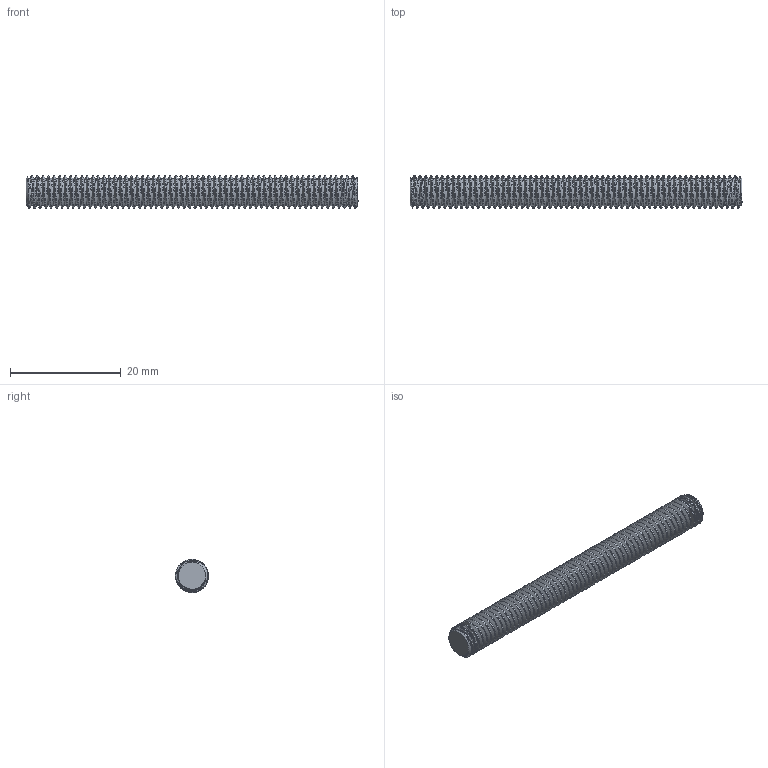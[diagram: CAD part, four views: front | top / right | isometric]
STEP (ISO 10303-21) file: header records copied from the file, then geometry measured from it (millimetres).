
FILE_DESCRIPTION (( 'STEP AP203' ), '1' );
FILE_NAME ('Esparrago M6x60_Default_sldprt.STEP', '2023-10-22T20:01:04', ( '' ), ( '' ), 'SwSTEP 2.0', 'SolidWorks 2022', '' );
FILE_SCHEMA (( 'CONFIG_CONTROL_DESIGN' ));
Length unit declared in the file: millimetre
Products named in the file (1): Esparrago M6x60_Default_sldprt
Bounding box: 60 x 5.99 x 6 mm (x, y, z)
Volume: 1363.3 mm3; surface area: 1721.2 mm2
Topology: 1 solids, 1 shells, 136 faces, 397 edges, 264 vertices
Faces by surface type: cylinder 119, plane 9, cone 5, bspline 3
Entity records: 11594 total; most frequent: CARTESIAN_POINT 8659, ORIENTED_EDGE 794, DIRECTION 419, EDGE_CURVE 397, VERTEX_POINT 264, AXIS2_PLACEMENT_3D 140, LINE 139, VECTOR 139
